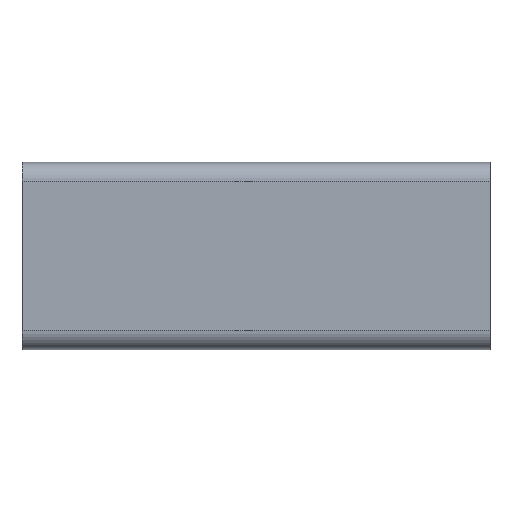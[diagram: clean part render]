
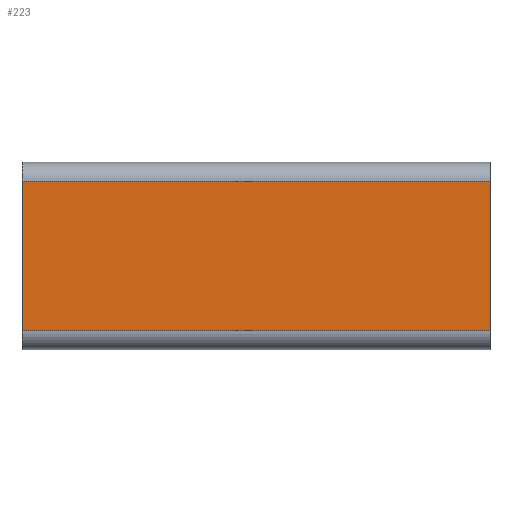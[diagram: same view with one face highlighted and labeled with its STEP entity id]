
A CAD part, left-side view. The second image highlights one B-rep face of the part: STEP entity #223.
In plain terms, the highlighted planar face has unit normal (-1, 0, 0).
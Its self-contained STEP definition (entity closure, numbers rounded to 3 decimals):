
#223 = ADVANCED_FACE( '', ( #525 ), #526, .T. );
#525 = FACE_OUTER_BOUND( '', #908, .T. );
#526 = PLANE( '', #909 );
#908 = EDGE_LOOP( '', ( #1472, #1473, #1474, #1475 ) );
#909 = AXIS2_PLACEMENT_3D( '', #1476, #1477, #1478 );
#1472 = ORIENTED_EDGE( '', *, *, #2566, .F. );
#1473 = ORIENTED_EDGE( '', *, *, #2567, .F. );
#1474 = ORIENTED_EDGE( '', *, *, #2568, .T. );
#1475 = ORIENTED_EDGE( '', *, *, #2569, .T. );
#1476 = CARTESIAN_POINT( '', ( -20., 100., 16. ) );
#1477 = DIRECTION( '', ( -1., 0., 0. ) );
#1478 = DIRECTION( '', ( 0., 0., 1. ) );
#2566 = EDGE_CURVE( '', #3185, #3186, #3187, .T. );
#2567 = EDGE_CURVE( '', #3188, #3185, #3189, .T. );
#2568 = EDGE_CURVE( '', #3188, #3190, #3191, .T. );
#2569 = EDGE_CURVE( '', #3190, #3186, #3192, .T. );
#3185 = VERTEX_POINT( '', #4012 );
#3186 = VERTEX_POINT( '', #4013 );
#3187 = LINE( '', #4014, #4015 );
#3188 = VERTEX_POINT( '', #4016 );
#3189 = LINE( '', #4017, #4018 );
#3190 = VERTEX_POINT( '', #4019 );
#3191 = LINE( '', #4020, #4021 );
#3192 = LINE( '', #4022, #4023 );
#4012 = CARTESIAN_POINT( '', ( -20., 0., 16. ) );
#4013 = CARTESIAN_POINT( '', ( -20., 0., -16. ) );
#4014 = CARTESIAN_POINT( '', ( -20., 0., 16. ) );
#4015 = VECTOR( '', #4784, 1000. );
#4016 = CARTESIAN_POINT( '', ( -20., 100., 16. ) );
#4017 = CARTESIAN_POINT( '', ( -20., 100., 16. ) );
#4018 = VECTOR( '', #4785, 1000. );
#4019 = CARTESIAN_POINT( '', ( -20., 100., -16. ) );
#4020 = CARTESIAN_POINT( '', ( -20., 100., 16. ) );
#4021 = VECTOR( '', #4786, 1000. );
#4022 = CARTESIAN_POINT( '', ( -20., 100., -16. ) );
#4023 = VECTOR( '', #4787, 1000. );
#4784 = DIRECTION( '', ( 0., 0., -1. ) );
#4785 = DIRECTION( '', ( 0., -1., 0. ) );
#4786 = DIRECTION( '', ( 0., 0., -1. ) );
#4787 = DIRECTION( '', ( 0., -1., 0. ) );
